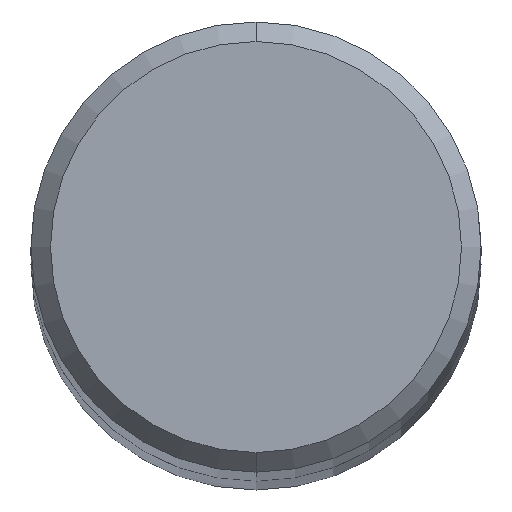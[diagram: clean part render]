
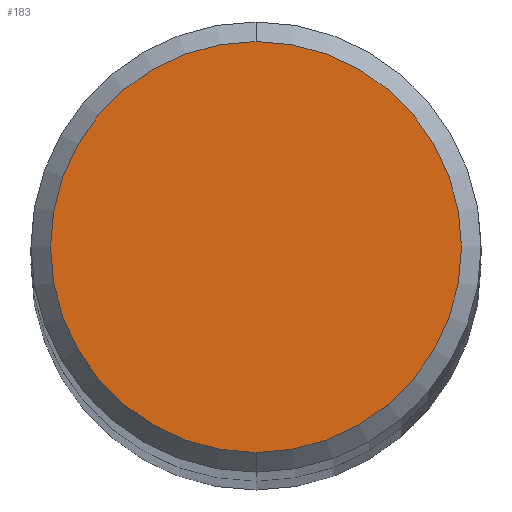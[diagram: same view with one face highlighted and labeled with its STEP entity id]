
A CAD part, top view. The second image highlights one B-rep face of the part: STEP entity #183.
In plain terms, the highlighted planar face has unit normal (0, 0, 1).
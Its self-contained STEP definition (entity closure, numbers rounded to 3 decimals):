
#183=ADVANCED_FACE('',(#458),#459,.T.);
#197=VERTEX_POINT('',#473);
#255=EDGE_CURVE('',#197,#373,#537,.T.);
#365=EDGE_CURVE('',#373,#197,#659,.T.);
#373=VERTEX_POINT('',#667);
#458=FACE_OUTER_BOUND('',#772,.T.);
#459=PLANE('',#773);
#473=CARTESIAN_POINT('',(0.,-1.05,24.0));
#537=CIRCLE('',#928,1.05);
#659=CIRCLE('',#1236,1.05);
#667=CARTESIAN_POINT('',(0.0,1.05,24.0));
#772=EDGE_LOOP('',(#1432,#1433));
#773=AXIS2_PLACEMENT_3D('',#1434,#1435,#1436);
#928=AXIS2_PLACEMENT_3D('',#1524,#1525,#1526);
#1236=AXIS2_PLACEMENT_3D('',#1662,#1663,#1664);
#1432=ORIENTED_EDGE('',*,*,#365,.F.);
#1433=ORIENTED_EDGE('',*,*,#255,.F.);
#1434=CARTESIAN_POINT('',(0.0,0.525,24.0));
#1435=DIRECTION('',(-0.0,0.0,1.0));
#1436=DIRECTION('',(0.0,-1.0,0.0));
#1524=CARTESIAN_POINT('',(0.0,0.0,24.0));
#1525=DIRECTION('',(0.0,0.0,-1.0));
#1526=DIRECTION('',(0.0,1.0,0.0));
#1662=CARTESIAN_POINT('',(0.0,0.0,24.0));
#1663=DIRECTION('',(0.0,0.0,-1.0));
#1664=DIRECTION('',(0.0,1.0,0.0));
